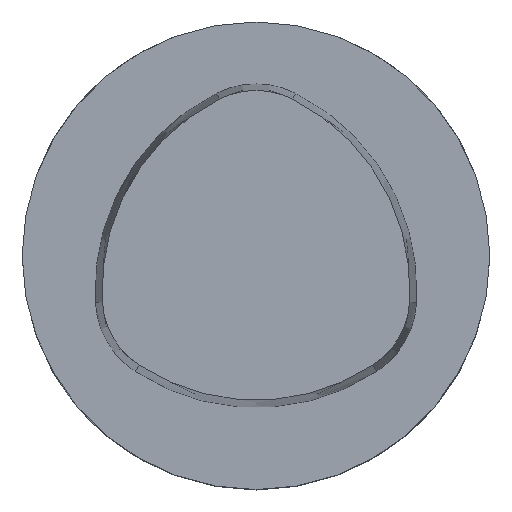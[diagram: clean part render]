
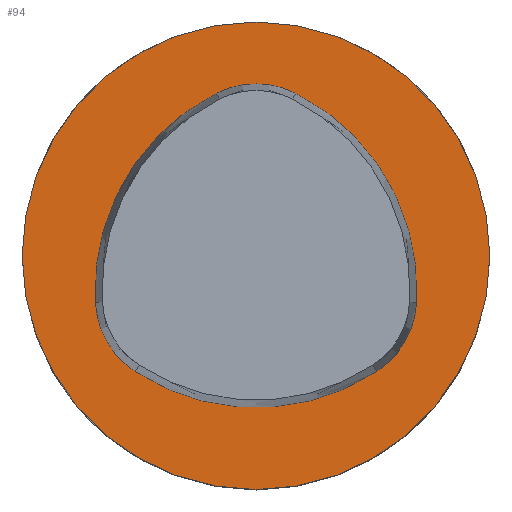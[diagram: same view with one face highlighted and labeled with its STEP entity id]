
A CAD part, top view. The second image highlights one B-rep face of the part: STEP entity #94.
In plain terms, the highlighted planar face has unit normal (0, 0, 1).
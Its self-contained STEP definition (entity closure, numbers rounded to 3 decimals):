
#63=CIRCLE('',#455,16.);
#94=ADVANCED_FACE('',(#139),#122,.T.);
#122=PLANE('',#456);
#139=FACE_OUTER_BOUND('',#161,.T.);
#161=EDGE_LOOP('',(#263));
#263=ORIENTED_EDGE('',*,*,#388,.F.);
#345=VERTEX_POINT('',#679);
#388=EDGE_CURVE('',#345,#345,#63,.T.);
#455=AXIS2_PLACEMENT_3D('',#678,#548,#549);
#456=AXIS2_PLACEMENT_3D('',#680,#550,#551);
#548=DIRECTION('',(0.,0.,-1.));
#549=DIRECTION('',(-1.,0.,0.));
#550=DIRECTION('',(0.,0.,1.));
#551=DIRECTION('',(0.,-1.,0.));
#678=CARTESIAN_POINT('',(0.,0.,0.));
#679=CARTESIAN_POINT('',(-16.,0.,0.));
#680=CARTESIAN_POINT('',(-8.,0.,0.));
